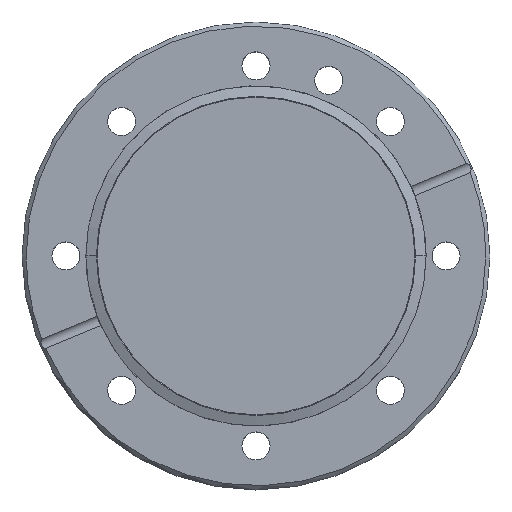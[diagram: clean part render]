
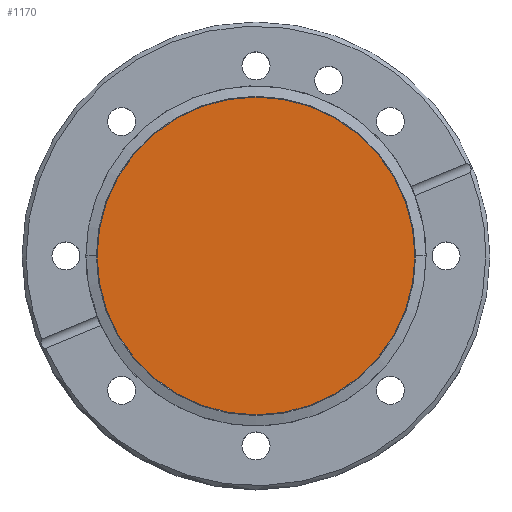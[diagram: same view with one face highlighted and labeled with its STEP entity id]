
A CAD part, top view. The second image highlights one B-rep face of the part: STEP entity #1170.
In plain terms, the highlighted planar face has unit normal (0, 0, 1).
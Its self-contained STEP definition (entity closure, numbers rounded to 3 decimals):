
#102 = AXIS2_PLACEMENT_3D ( 'NONE', #723, #1601, #847 ) ;
#216 = ORIENTED_EDGE ( 'NONE', *, *, #1556, .T. ) ;
#334 = CIRCLE ( 'NONE', #102, 38.548 ) ;
#497 = AXIS2_PLACEMENT_3D ( 'NONE', #704, #878, #974 ) ;
#515 = VERTEX_POINT ( 'NONE', #1437 ) ;
#555 = CIRCLE ( 'NONE', #1701, 38.548 ) ;
#683 = EDGE_LOOP ( 'NONE', ( #1444, #216 ) ) ;
#704 = CARTESIAN_POINT ( 'NONE',  ( 0., 0., -1.2 ) ) ;
#723 = CARTESIAN_POINT ( 'NONE',  ( 0., 0., -1.2 ) ) ;
#816 = CARTESIAN_POINT ( 'NONE',  ( 0., 0., -1.2 ) ) ;
#847 = DIRECTION ( 'NONE',  ( 1., 0., 0. ) ) ;
#878 = DIRECTION ( 'NONE',  ( 0., 0., 1. ) ) ;
#934 = DIRECTION ( 'NONE',  ( 1., 0., 0. ) ) ;
#974 = DIRECTION ( 'NONE',  ( 1., 0., 0. ) ) ;
#1147 = PLANE ( 'NONE',  #497 ) ;
#1170 = ADVANCED_FACE ( 'NONE', ( #1579 ), #1147, .T. ) ;
#1231 = VERTEX_POINT ( 'NONE', #1276 ) ;
#1276 = CARTESIAN_POINT ( 'NONE',  ( 38.548, 0., -1.2 ) ) ;
#1437 = CARTESIAN_POINT ( 'NONE',  ( -38.548, 0., -1.2 ) ) ;
#1444 = ORIENTED_EDGE ( 'NONE', *, *, #1466, .T. ) ;
#1466 = EDGE_CURVE ( 'NONE', #1231, #515, #555, .T. ) ;
#1556 = EDGE_CURVE ( 'NONE', #515, #1231, #334, .T. ) ;
#1579 = FACE_OUTER_BOUND ( 'NONE', #683, .T. ) ;
#1601 = DIRECTION ( 'NONE',  ( 0., 0., 1. ) ) ;
#1701 = AXIS2_PLACEMENT_3D ( 'NONE', #816, #1702, #934 ) ;
#1702 = DIRECTION ( 'NONE',  ( 0., 0., 1. ) ) ;
